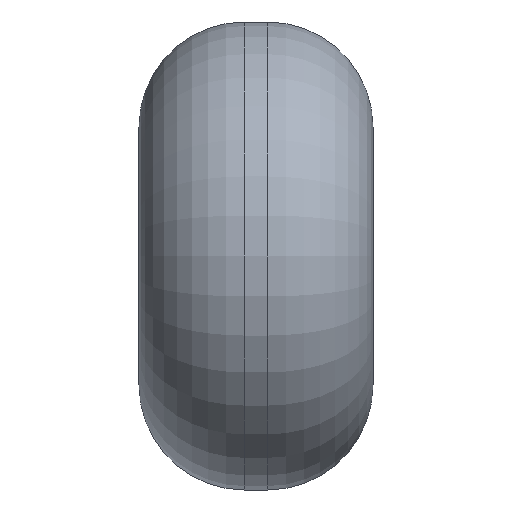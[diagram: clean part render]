
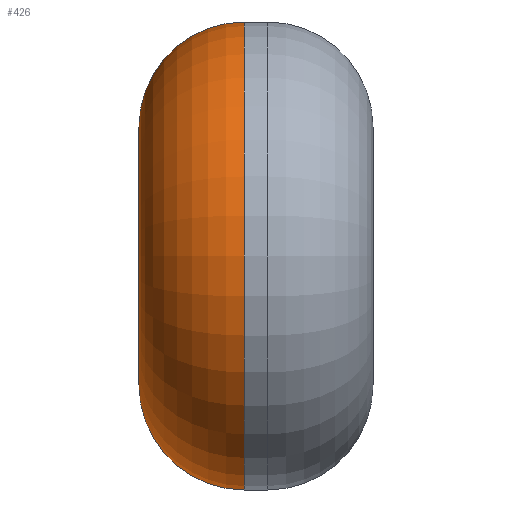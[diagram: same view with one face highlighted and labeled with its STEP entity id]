
A CAD part, left-side view. The second image highlights one B-rep face of the part: STEP entity #426.
In plain terms, the highlighted toroidal (fillet/blend) face has major radius 5.5 mm and minor radius 4.5 mm.
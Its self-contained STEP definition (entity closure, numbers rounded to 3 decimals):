
#88=FACE_OUTER_BOUND('',#116,.T.);
#116=EDGE_LOOP('',(#341,#342,#343,#344));
#140=CIRCLE('',#464,4.5);
#160=CIRCLE('',#492,4.5);
#167=CIRCLE('',#505,5.5);
#168=CIRCLE('',#506,10.);
#184=VERTEX_POINT('',#711);
#185=VERTEX_POINT('',#713);
#199=VERTEX_POINT('',#758);
#202=VERTEX_POINT('',#763);
#222=EDGE_CURVE('',#185,#184,#140,.T.);
#248=EDGE_CURVE('',#199,#202,#160,.T.);
#261=EDGE_CURVE('',#184,#199,#167,.T.);
#262=EDGE_CURVE('',#202,#185,#168,.T.);
#341=ORIENTED_EDGE('',*,*,#222,.T.);
#342=ORIENTED_EDGE('',*,*,#261,.T.);
#343=ORIENTED_EDGE('',*,*,#248,.T.);
#344=ORIENTED_EDGE('',*,*,#262,.T.);
#407=TOROIDAL_SURFACE('',#504,5.5,4.5);
#426=ADVANCED_FACE('',(#88),#407,.T.);
#464=AXIS2_PLACEMENT_3D('',#714,#553,#554);
#492=AXIS2_PLACEMENT_3D('',#765,#615,#616);
#504=AXIS2_PLACEMENT_3D('',#787,#645,#646);
#505=AXIS2_PLACEMENT_3D('',#788,#647,#648);
#506=AXIS2_PLACEMENT_3D('',#789,#649,#650);
#553=DIRECTION('center_axis',(-0.655,0.,
0.755));
#554=DIRECTION('ref_axis',(0.755,0.,0.655));
#615=DIRECTION('center_axis',(-0.655,0.,-0.755));
#616=DIRECTION('ref_axis',(0.,1.,0.));
#645=DIRECTION('center_axis',(0.,1.,0.));
#646=DIRECTION('ref_axis',(-1.,0.,0.));
#647=DIRECTION('center_axis',(0.,-1.,0.));
#648=DIRECTION('ref_axis',(-1.,0.,0.));
#649=DIRECTION('center_axis',(0.,1.,0.));
#650=DIRECTION('ref_axis',(-1.,0.,0.));
#711=CARTESIAN_POINT('',(-22.095,10.,3.603));
#713=CARTESIAN_POINT('',(-18.695,5.5,6.552));
#714=CARTESIAN_POINT('Origin',(-22.095,5.5,3.603));
#758=CARTESIAN_POINT('',(-22.095,10.,-3.603));
#763=CARTESIAN_POINT('',(-18.695,5.5,-6.552));
#765=CARTESIAN_POINT('Origin',(-22.095,5.5,-3.603));
#787=CARTESIAN_POINT('Origin',(-26.25,5.5,0.));
#788=CARTESIAN_POINT('Origin',(-26.25,10.,0.));
#789=CARTESIAN_POINT('Origin',(-26.25,5.5,0.));
